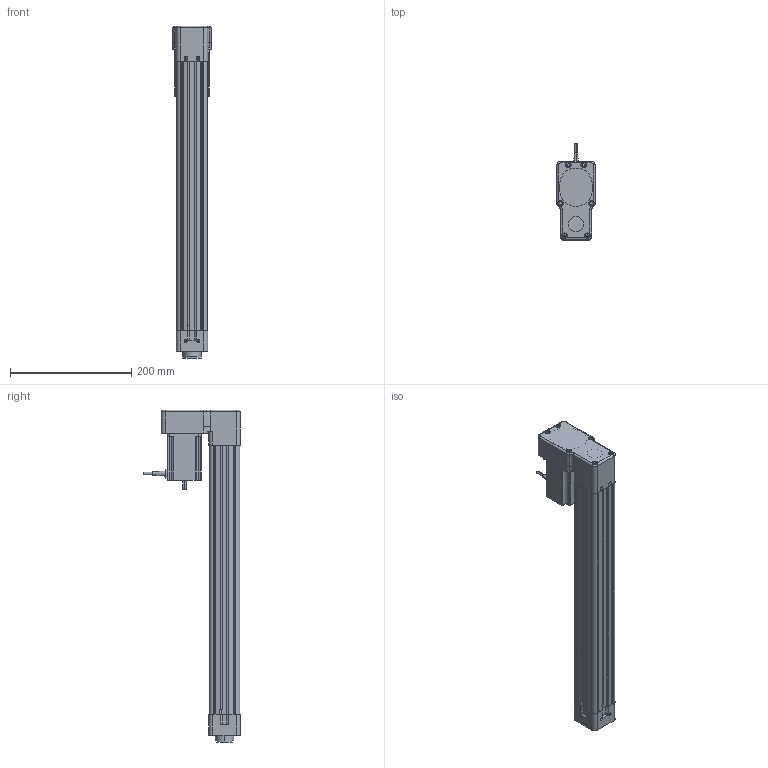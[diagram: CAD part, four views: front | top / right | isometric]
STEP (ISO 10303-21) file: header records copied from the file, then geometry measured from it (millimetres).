
FILE_DESCRIPTION (( 'STEP AP203' ), '1' );
FILE_NAME ('RS-170436-1.step', '2015-07-31T06:17:50', ( 'MB' ), ( '' ), 'SwSTEP 2.0', 'SolidWorks 2015', '' );
FILE_SCHEMA (( 'CONFIG_CONTROL_DESIGN' ));
Length unit declared in the file: inch
Products named in the file (3): RS-170436-1; tempjoin1_11249083_RS-170436-1; base_RS-170436-1
Assembly tree (2 placements, depth 2):
  RS-170436-1
    tempjoin1_11249083_RS-170436-1
    base_RS-170436-1
Bounding box: 63.5 x 159.19 x 548.11 mm (x, y, z)
Volume: 1280461.9 mm3; surface area: 368537.2 mm2
Topology: 2 solids, 6 shells, 894 faces, 2254 edges, 1428 vertices
Faces by surface type: plane 425, cylinder 338, cone 113, torus 18
Entity records: 27431 total; most frequent: CARTESIAN_POINT 5099, DIRECTION 4811, ORIENTED_EDGE 4464, EDGE_CURVE 2232, AXIS2_PLACEMENT_3D 1765, VERTEX_POINT 1428, LINE 1281, VECTOR 1281
